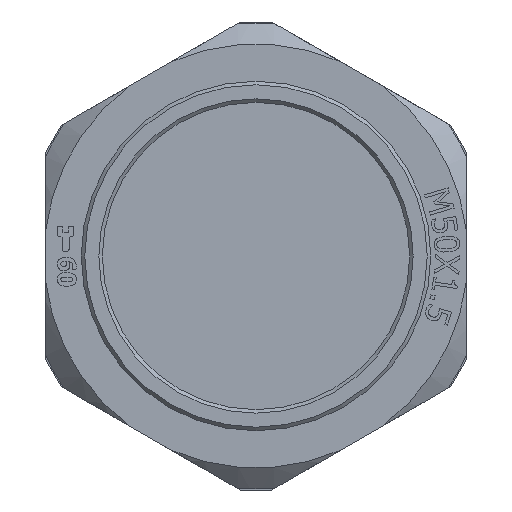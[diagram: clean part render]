
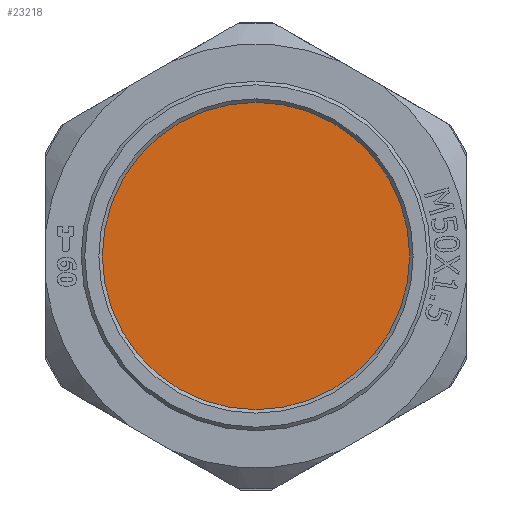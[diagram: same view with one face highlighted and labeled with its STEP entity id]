
A CAD part, front view. The second image highlights one B-rep face of the part: STEP entity #23218.
In plain terms, the highlighted planar face has unit normal (0, -1, 0).
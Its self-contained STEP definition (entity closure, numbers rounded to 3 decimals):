
#1368=CIRCLE('',#24496,21.9);
#1431=FACE_OUTER_BOUND('',#2685,.T.);
#2685=EDGE_LOOP('',(#14891));
#8847=VERTEX_POINT('',#30446);
#11264=EDGE_CURVE('',#8847,#8847,#1368,.T.);
#14891=ORIENTED_EDGE('',*,*,#11264,.F.);
#22139=PLANE('',#24495);
#23218=ADVANCED_FACE('',(#1431),#22139,.T.);
#24495=AXIS2_PLACEMENT_3D('',#30445,#25674,#25675);
#24496=AXIS2_PLACEMENT_3D('',#30447,#25676,#25677);
#25674=DIRECTION('center_axis',(0.,-1.,0.));
#25675=DIRECTION('ref_axis',(0.,0.,-1.));
#25676=DIRECTION('center_axis',(0.,1.,0.));
#25677=DIRECTION('ref_axis',(1.,0.,0.));
#30445=CARTESIAN_POINT('Origin',(-6.171,-36.611,0.));
#30446=CARTESIAN_POINT('',(-28.071,-36.611,0.));
#30447=CARTESIAN_POINT('Origin',(-6.171,-36.611,0.));
